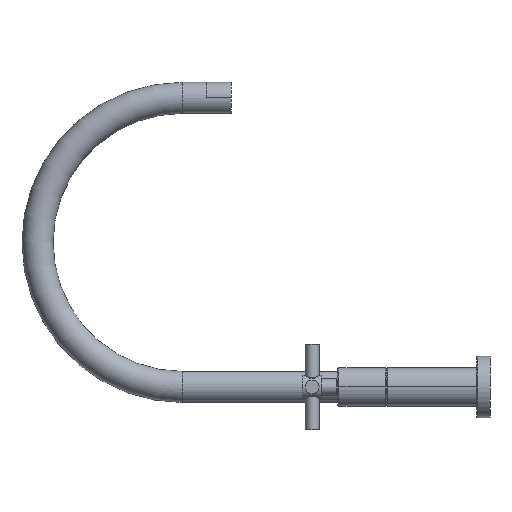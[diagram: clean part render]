
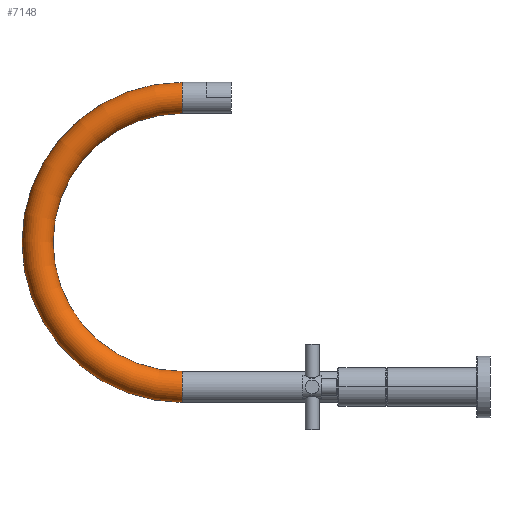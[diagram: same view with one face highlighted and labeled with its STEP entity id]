
A CAD part, left-side view. The second image highlights one B-rep face of the part: STEP entity #7148.
In plain terms, the highlighted toroidal (fillet/blend) face has major radius 118.11 mm and minor radius 12.7 mm.
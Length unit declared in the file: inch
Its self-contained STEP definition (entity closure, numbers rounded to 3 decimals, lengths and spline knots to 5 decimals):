
#6824=CARTESIAN_POINT('',(0.,9.9068,4.65));
#6825=DIRECTION('',(-1.,0.,0.));
#6826=DIRECTION('',(0.,0.,1.));
#6827=AXIS2_PLACEMENT_3D('',#6824,#6825,#6826);
#6832=CARTESIAN_POINT('',(0.,9.9068,9.3));
#6833=DIRECTION('',(0.,1.,0.));
#6834=DIRECTION('',(0.,0.,-1.));
#6835=AXIS2_PLACEMENT_3D('',#6832,#6833,#6834);
#6840=CARTESIAN_POINT('',(0.,9.9068,4.65));
#6841=DIRECTION('',(-1.,0.,0.));
#6842=DIRECTION('',(0.,0.,1.));
#6843=AXIS2_PLACEMENT_3D('',#6840,#6841,#6842);
#6848=CARTESIAN_POINT('',(0.,9.9068,0.));
#6849=DIRECTION('',(0.,-1.,0.));
#6850=DIRECTION('',(0.,0.,1.));
#6851=AXIS2_PLACEMENT_3D('',#6848,#6849,#6850);
#6986=CARTESIAN_POINT('',(0.,9.9068,8.8));
#6987=CARTESIAN_POINT('',(0.,9.9068,9.8));
#6988=VERTEX_POINT('',#6986);
#6989=VERTEX_POINT('',#6987);
#6990=CARTESIAN_POINT('',(0.,9.9068,0.5));
#6991=CARTESIAN_POINT('',(0.,9.9068,-0.5));
#6992=VERTEX_POINT('',#6990);
#6993=VERTEX_POINT('',#6991);
#7136=CARTESIAN_POINT('',(0.,9.9068,4.65));
#7137=DIRECTION('',(-1.,0.,0.));
#7138=DIRECTION('',(0.,0.,-1.));
#7139=AXIS2_PLACEMENT_3D('',#7136,#7137,#7138);
#7140=TOROIDAL_SURFACE('',#7139,4.65,0.5);
#7141=ORIENTED_EDGE('',*,*,#7061,.F.);
#7142=ORIENTED_EDGE('',*,*,#7119,.T.);
#7144=ORIENTED_EDGE('',*,*,#7143,.T.);
#7145=ORIENTED_EDGE('',*,*,#7115,.F.);
#7146=EDGE_LOOP('',(#7141,#7142,#7144,#7145));
#7147=FACE_OUTER_BOUND('',#7146,.F.);
#6828=CIRCLE('',#6827,5.15);
#6836=CIRCLE('',#6835,0.5);
#6844=CIRCLE('',#6843,4.15);
#6852=CIRCLE('',#6851,0.5);
#7061=EDGE_CURVE('',#6988,#6989,#6836,.T.);
#7115=EDGE_CURVE('',#6989,#6993,#6828,.T.);
#7119=EDGE_CURVE('',#6988,#6992,#6844,.T.);
#7143=EDGE_CURVE('',#6992,#6993,#6852,.T.);
#7148=ADVANCED_FACE('',(#7147),#7140,.T.);
